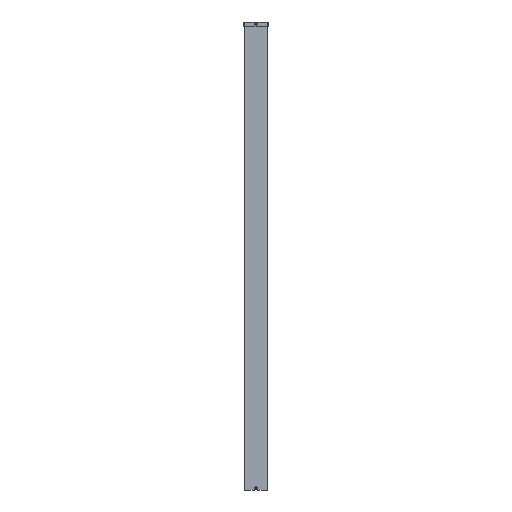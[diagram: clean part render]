
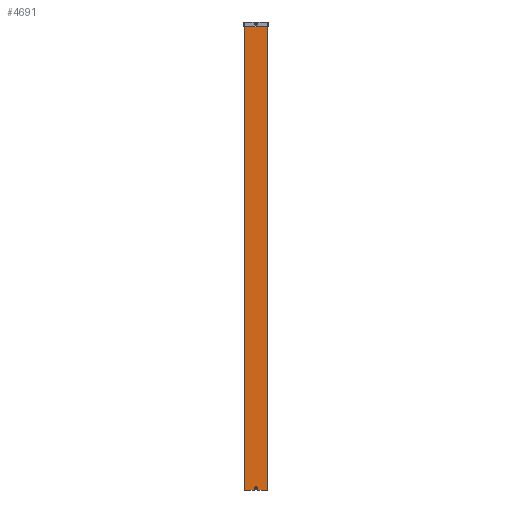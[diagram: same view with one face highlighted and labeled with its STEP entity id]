
A CAD part, front view. The second image highlights one B-rep face of the part: STEP entity #4691.
In plain terms, the highlighted planar face has unit normal (0, -1, 0).
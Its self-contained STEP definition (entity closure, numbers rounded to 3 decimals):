
#70 = AXIS2_PLACEMENT_3D ( 'NONE', #3130, #2994, #3080 ) ;
#129 = CARTESIAN_POINT ( 'NONE',  ( -10.5, 0., -2968.5 ) ) ;
#169 = FACE_OUTER_BOUND ( 'NONE', #1288, .T. ) ;
#219 = EDGE_CURVE ( 'NONE', #486, #1181, #7667, .T. ) ;
#297 = AXIS2_PLACEMENT_3D ( 'NONE', #1034, #2264, #6546 ) ;
#385 = EDGE_CURVE ( 'NONE', #1181, #486, #3608, .T. ) ;
#434 = CARTESIAN_POINT ( 'NONE',  ( 0., 0., 0. ) ) ;
#449 = DIRECTION ( 'NONE',  ( 0.707, 0., -0.707 ) ) ;
#486 = VERTEX_POINT ( 'NONE', #2586 ) ;
#629 = VECTOR ( 'NONE', #2788, 1000. ) ;
#696 = AXIS2_PLACEMENT_3D ( 'NONE', #5780, #2128, #6396 ) ;
#832 = CARTESIAN_POINT ( 'NONE',  ( 11.414, 0., -2968.5 ) ) ;
#847 = ORIENTED_EDGE ( 'NONE', *, *, #7497, .F. ) ;
#856 = VERTEX_POINT ( 'NONE', #434 ) ;
#947 = DIRECTION ( 'NONE',  ( 0., -1., 0. ) ) ;
#957 = CARTESIAN_POINT ( 'NONE',  ( -74., 0., -2969. ) ) ;
#1034 = CARTESIAN_POINT ( 'NONE',  ( 75., 0., -2969. ) ) ;
#1181 = VERTEX_POINT ( 'NONE', #6151 ) ;
#1233 = VERTEX_POINT ( 'NONE', #7012 ) ;
#1239 = VERTEX_POINT ( 'NONE', #7236 ) ;
#1288 = EDGE_LOOP ( 'NONE', ( #5779, #5352, #6993, #2301, #2485, #4106, #847, #2465, #7382, #4282, #5917, #2846, #1410 ) ) ;
#1410 = ORIENTED_EDGE ( 'NONE', *, *, #3560, .T. ) ;
#1434 = DIRECTION ( 'NONE',  ( 1., 0., 0. ) ) ;
#1437 = VECTOR ( 'NONE', #449, 1000. ) ;
#1524 = VERTEX_POINT ( 'NONE', #6936 ) ;
#1604 = CARTESIAN_POINT ( 'NONE',  ( -11.061, 0., -2968.854 ) ) ;
#1605 = ORIENTED_EDGE ( 'NONE', *, *, #219, .T. ) ;
#1636 = PLANE ( 'NONE',  #297 ) ;
#1804 = DIRECTION ( 'NONE',  ( 0., 0., 1. ) ) ;
#1998 = EDGE_CURVE ( 'NONE', #3624, #2622, #3925, .T. ) ;
#2065 = CARTESIAN_POINT ( 'NONE',  ( 74., 0., -2969. ) ) ;
#2128 = DIRECTION ( 'NONE',  ( 0., 1., 0. ) ) ;
#2238 = LINE ( 'NONE', #957, #629 ) ;
#2244 = EDGE_CURVE ( 'NONE', #1233, #3921, #2587, .T. ) ;
#2264 = DIRECTION ( 'NONE',  ( 0., -1., 0. ) ) ;
#2301 = ORIENTED_EDGE ( 'NONE', *, *, #3312, .T. ) ;
#2314 = VECTOR ( 'NONE', #2497, 1000. ) ;
#2354 = EDGE_CURVE ( 'NONE', #6297, #7739, #7434, .T. ) ;
#2453 = CARTESIAN_POINT ( 'NONE',  ( -10.5, 0., -2969. ) ) ;
#2465 = ORIENTED_EDGE ( 'NONE', *, *, #2354, .T. ) ;
#2485 = ORIENTED_EDGE ( 'NONE', *, *, #3969, .F. ) ;
#2497 = DIRECTION ( 'NONE',  ( 1., 0., 0. ) ) ;
#2586 = CARTESIAN_POINT ( 'NONE',  ( 7.3, 0., -2955. ) ) ;
#2587 = LINE ( 'NONE', #2806, #2928 ) ;
#2622 = VERTEX_POINT ( 'NONE', #5295 ) ;
#2666 = DIRECTION ( 'NONE',  ( 0.707, 0., 0.707 ) ) ;
#2681 = LINE ( 'NONE', #5548, #2314 ) ;
#2700 = VECTOR ( 'NONE', #1804, 1000. ) ;
#2788 = DIRECTION ( 'NONE',  ( 0., 0., 1. ) ) ;
#2806 = CARTESIAN_POINT ( 'NONE',  ( -75., 0., -2969. ) ) ;
#2844 = DIRECTION ( 'NONE',  ( 1., 0., 0. ) ) ;
#2846 = ORIENTED_EDGE ( 'NONE', *, *, #5680, .T. ) ;
#2928 = VECTOR ( 'NONE', #3026, 1000. ) ;
#2994 = DIRECTION ( 'NONE',  ( 0., 1., 0. ) ) ;
#3026 = DIRECTION ( 'NONE',  ( 1., 0., 0. ) ) ;
#3067 = DIRECTION ( 'NONE',  ( -1., 0., 0. ) ) ;
#3080 = DIRECTION ( 'NONE',  ( -1., 0., 0. ) ) ;
#3130 = CARTESIAN_POINT ( 'NONE',  ( 0., 0., -2955. ) ) ;
#3135 = CARTESIAN_POINT ( 'NONE',  ( -11.207, 0., -2969. ) ) ;
#3197 = CIRCLE ( 'NONE', #4277, 0.5 ) ;
#3312 = EDGE_CURVE ( 'NONE', #3921, #6698, #4333, .T. ) ;
#3341 = VERTEX_POINT ( 'NONE', #129 ) ;
#3478 = CARTESIAN_POINT ( 'NONE',  ( 11.207, 0., -2969. ) ) ;
#3481 = AXIS2_PLACEMENT_3D ( 'NONE', #4623, #4716, #4571 ) ;
#3487 = VECTOR ( 'NONE', #2844, 1000. ) ;
#3560 = EDGE_CURVE ( 'NONE', #6769, #7104, #7946, .T. ) ;
#3608 = CIRCLE ( 'NONE', #70, 7.3 ) ;
#3624 = VERTEX_POINT ( 'NONE', #1604 ) ;
#3911 = CARTESIAN_POINT ( 'NONE',  ( -74., 0., 0. ) ) ;
#3921 = VERTEX_POINT ( 'NONE', #2065 ) ;
#3925 = LINE ( 'NONE', #3135, #5373 ) ;
#3969 = EDGE_CURVE ( 'NONE', #856, #6698, #7836, .T. ) ;
#4106 = ORIENTED_EDGE ( 'NONE', *, *, #5990, .F. ) ;
#4277 = AXIS2_PLACEMENT_3D ( 'NONE', #2453, #6751, #3067 ) ;
#4282 = ORIENTED_EDGE ( 'NONE', *, *, #1998, .T. ) ;
#4300 = EDGE_CURVE ( 'NONE', #2622, #3341, #3197, .T. ) ;
#4333 = LINE ( 'NONE', #7956, #2700 ) ;
#4568 = CARTESIAN_POINT ( 'NONE',  ( -74., 0., -2969. ) ) ;
#4571 = DIRECTION ( 'NONE',  ( -1., 0., 0. ) ) ;
#4601 = CARTESIAN_POINT ( 'NONE',  ( -11.414, 0., -2968.5 ) ) ;
#4614 = EDGE_CURVE ( 'NONE', #7739, #3624, #6870, .T. ) ;
#4623 = CARTESIAN_POINT ( 'NONE',  ( 0., 0., -2955. ) ) ;
#4625 = EDGE_LOOP ( 'NONE', ( #7241, #1605 ) ) ;
#4691 = ADVANCED_FACE ( 'NONE', ( #5035, #169 ), #1636, .T. ) ;
#4693 = LINE ( 'NONE', #3478, #1437 ) ;
#4716 = DIRECTION ( 'NONE',  ( 0., 1., 0. ) ) ;
#4914 = CARTESIAN_POINT ( 'NONE',  ( 74., 0., 0. ) ) ;
#4955 = AXIS2_PLACEMENT_3D ( 'NONE', #4601, #947, #5224 ) ;
#4957 = CARTESIAN_POINT ( 'NONE',  ( 10.5, 0., -2968.5 ) ) ;
#5035 = FACE_BOUND ( 'NONE', #4625, .T. ) ;
#5106 = DIRECTION ( 'NONE',  ( 0., -1., 0. ) ) ;
#5224 = DIRECTION ( 'NONE',  ( 1., 0., 0. ) ) ;
#5295 = CARTESIAN_POINT ( 'NONE',  ( -10.854, 0., -2968.646 ) ) ;
#5352 = ORIENTED_EDGE ( 'NONE', *, *, #7970, .T. ) ;
#5373 = VECTOR ( 'NONE', #2666, 1000. ) ;
#5548 = CARTESIAN_POINT ( 'NONE',  ( 75., 0., 0. ) ) ;
#5680 = EDGE_CURVE ( 'NONE', #3341, #6769, #6766, .T. ) ;
#5779 = ORIENTED_EDGE ( 'NONE', *, *, #6432, .T. ) ;
#5780 = CARTESIAN_POINT ( 'NONE',  ( 10.5, 0., -2969. ) ) ;
#5883 = CARTESIAN_POINT ( 'NONE',  ( 10.854, 0., -2968.646 ) ) ;
#5903 = CARTESIAN_POINT ( 'NONE',  ( -75., 0., -2968.5 ) ) ;
#5917 = ORIENTED_EDGE ( 'NONE', *, *, #4300, .T. ) ;
#5924 = CARTESIAN_POINT ( 'NONE',  ( -75., 0., -2969. ) ) ;
#5990 = EDGE_CURVE ( 'NONE', #1239, #856, #2681, .T. ) ;
#6129 = AXIS2_PLACEMENT_3D ( 'NONE', #832, #5106, #1434 ) ;
#6151 = CARTESIAN_POINT ( 'NONE',  ( -7.3, 0., -2955. ) ) ;
#6176 = VECTOR ( 'NONE', #7631, 1000. ) ;
#6297 = VERTEX_POINT ( 'NONE', #4568 ) ;
#6396 = DIRECTION ( 'NONE',  ( -1., 0., 0. ) ) ;
#6432 = EDGE_CURVE ( 'NONE', #7104, #1524, #4693, .T. ) ;
#6518 = DIRECTION ( 'NONE',  ( 1., 0., 0. ) ) ;
#6535 = CARTESIAN_POINT ( 'NONE',  ( -11.414, 0., -2969. ) ) ;
#6546 = DIRECTION ( 'NONE',  ( 1., 0., 0. ) ) ;
#6698 = VERTEX_POINT ( 'NONE', #4914 ) ;
#6751 = DIRECTION ( 'NONE',  ( 0., 1., 0. ) ) ;
#6766 = LINE ( 'NONE', #5903, #3487 ) ;
#6769 = VERTEX_POINT ( 'NONE', #4957 ) ;
#6840 = CIRCLE ( 'NONE', #6129, 0.5 ) ;
#6870 = CIRCLE ( 'NONE', #4955, 0.5 ) ;
#6936 = CARTESIAN_POINT ( 'NONE',  ( 11.061, 0., -2968.854 ) ) ;
#6993 = ORIENTED_EDGE ( 'NONE', *, *, #2244, .T. ) ;
#7012 = CARTESIAN_POINT ( 'NONE',  ( 11.414, 0., -2969. ) ) ;
#7104 = VERTEX_POINT ( 'NONE', #5883 ) ;
#7229 = VECTOR ( 'NONE', #6518, 1000. ) ;
#7236 = CARTESIAN_POINT ( 'NONE',  ( -74., 0., 0. ) ) ;
#7241 = ORIENTED_EDGE ( 'NONE', *, *, #385, .T. ) ;
#7382 = ORIENTED_EDGE ( 'NONE', *, *, #4614, .T. ) ;
#7434 = LINE ( 'NONE', #5924, #7229 ) ;
#7497 = EDGE_CURVE ( 'NONE', #6297, #1239, #2238, .T. ) ;
#7631 = DIRECTION ( 'NONE',  ( 1., 0., 0. ) ) ;
#7667 = CIRCLE ( 'NONE', #3481, 7.3 ) ;
#7739 = VERTEX_POINT ( 'NONE', #6535 ) ;
#7836 = LINE ( 'NONE', #3911, #6176 ) ;
#7946 = CIRCLE ( 'NONE', #696, 0.5 ) ;
#7956 = CARTESIAN_POINT ( 'NONE',  ( 74., 0., -2969. ) ) ;
#7970 = EDGE_CURVE ( 'NONE', #1524, #1233, #6840, .T. ) ;
